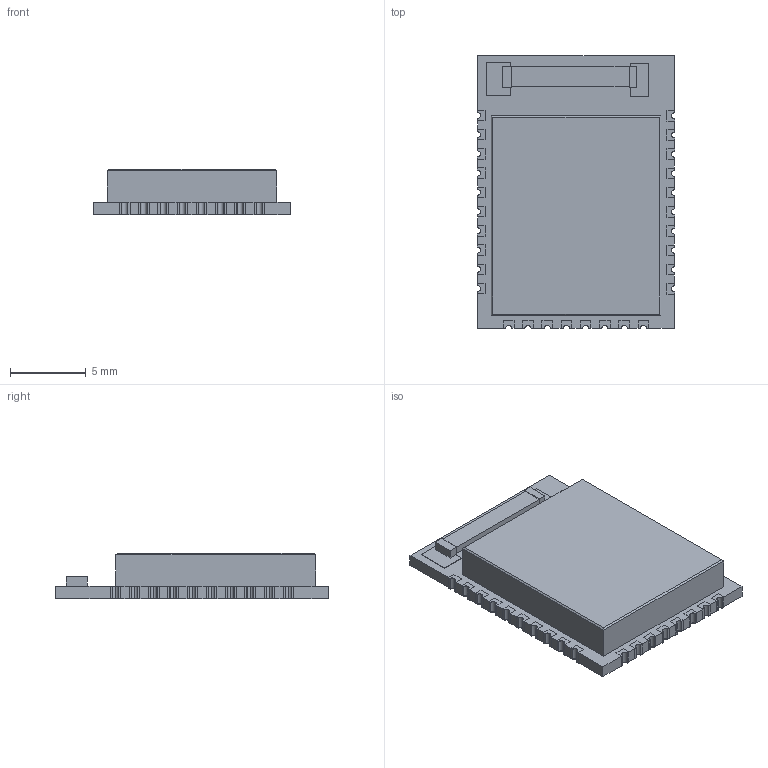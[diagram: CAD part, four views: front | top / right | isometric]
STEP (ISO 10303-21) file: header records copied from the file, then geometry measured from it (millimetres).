
FILE_DESCRIPTION(('FreeCAD Model'),'2;1');
FILE_NAME('E73-2G4M08S1C.step','2019-03-20T18:01:48', ('kicad StepUp'),('ksu MCAD'),'Open CASCADE STEP processor 7.3', 'FreeCAD','Unknown');
FILE_SCHEMA(('AUTOMOTIVE_DESIGN { 1 0 10303 214 1 1 1 1 }'));
Length unit declared in the file: millimetre
Products named in the file (1): E73-2G4M08S1C
Bounding box: 13.02 x 18.01 x 3.02 mm (x, y, z)
Volume: 523.8 mm3; surface area: 1045.3 mm2
Topology: 33 solids, 33 shells, 336 faces, 1808 edges, 2548 vertices
Faces by surface type: plane 268, cylinder 68
Entity records: 20107 total; most frequent: CARTESIAN_POINT 4693, DIRECTION 2730, ORIENTED_EDGE 1600, LINE 1560, VECTOR 1560, GEOMETRIC_CURVE_SET 1008, TRIMMED_CURVE 1008, EDGE_CURVE 800
